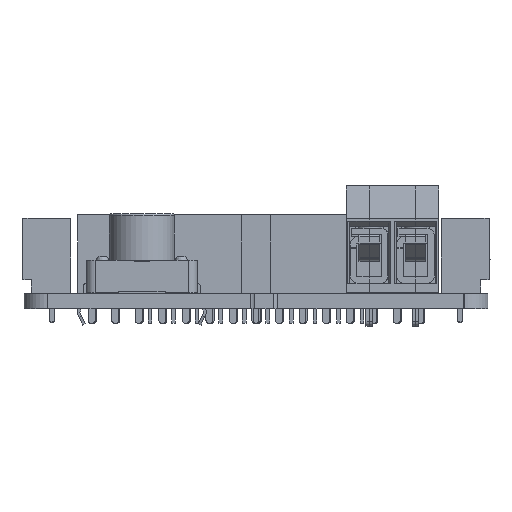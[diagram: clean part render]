
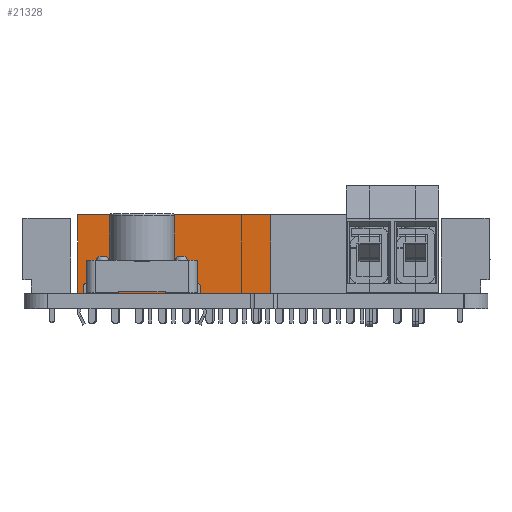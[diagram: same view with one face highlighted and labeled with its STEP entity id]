
A CAD part, front view. The second image highlights one B-rep face of the part: STEP entity #21328.
In plain terms, the highlighted face is planar.
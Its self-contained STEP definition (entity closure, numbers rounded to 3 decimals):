
#21078 = VERTEX_POINT('',#21079);
#21079 = CARTESIAN_POINT('',(10.41,0.,1.27));
#21087 = EDGE_CURVE('',#21088,#21078,#21090,.T.);
#21088 = VERTEX_POINT('',#21089);
#21089 = CARTESIAN_POINT('',(-10.41,0.,1.27));
#21090 = LINE('',#21091,#21092);
#21091 = CARTESIAN_POINT('',(-10.41,0.,1.27));
#21092 = VECTOR('',#21093,1.);
#21093 = DIRECTION('',(1.,0.,0.));
#21263 = VERTEX_POINT('',#21264);
#21264 = CARTESIAN_POINT('',(10.41,8.5,1.27));
#21270 = EDGE_CURVE('',#21263,#21078,#21271,.T.);
#21271 = LINE('',#21272,#21273);
#21272 = CARTESIAN_POINT('',(10.41,8.5,1.27));
#21273 = VECTOR('',#21274,1.);
#21274 = DIRECTION('',(-0.,-1.,-0.));
#21309 = EDGE_CURVE('',#21310,#21088,#21312,.T.);
#21310 = VERTEX_POINT('',#21311);
#21311 = CARTESIAN_POINT('',(-10.41,8.5,1.27));
#21312 = LINE('',#21313,#21314);
#21313 = CARTESIAN_POINT('',(-10.41,8.5,1.27));
#21314 = VECTOR('',#21315,1.);
#21315 = DIRECTION('',(-0.,-1.,-0.));
#21328 = ADVANCED_FACE('',(#21329),#21340,.F.);
#21329 = FACE_BOUND('',#21330,.T.);
#21330 = EDGE_LOOP('',(#21331,#21332,#21333,#21339));
#21331 = ORIENTED_EDGE('',*,*,#21087,.T.);
#21332 = ORIENTED_EDGE('',*,*,#21270,.F.);
#21333 = ORIENTED_EDGE('',*,*,#21334,.F.);
#21334 = EDGE_CURVE('',#21310,#21263,#21335,.T.);
#21335 = LINE('',#21336,#21337);
#21336 = CARTESIAN_POINT('',(-10.41,8.5,1.27));
#21337 = VECTOR('',#21338,1.);
#21338 = DIRECTION('',(1.,0.,0.));
#21339 = ORIENTED_EDGE('',*,*,#21309,.T.);
#21340 = PLANE('',#21341);
#21341 = AXIS2_PLACEMENT_3D('',#21342,#21343,#21344);
#21342 = CARTESIAN_POINT('',(-10.41,8.5,1.27));
#21343 = DIRECTION('',(0.,0.,-1.));
#21344 = DIRECTION('',(-1.,0.,-0.));
